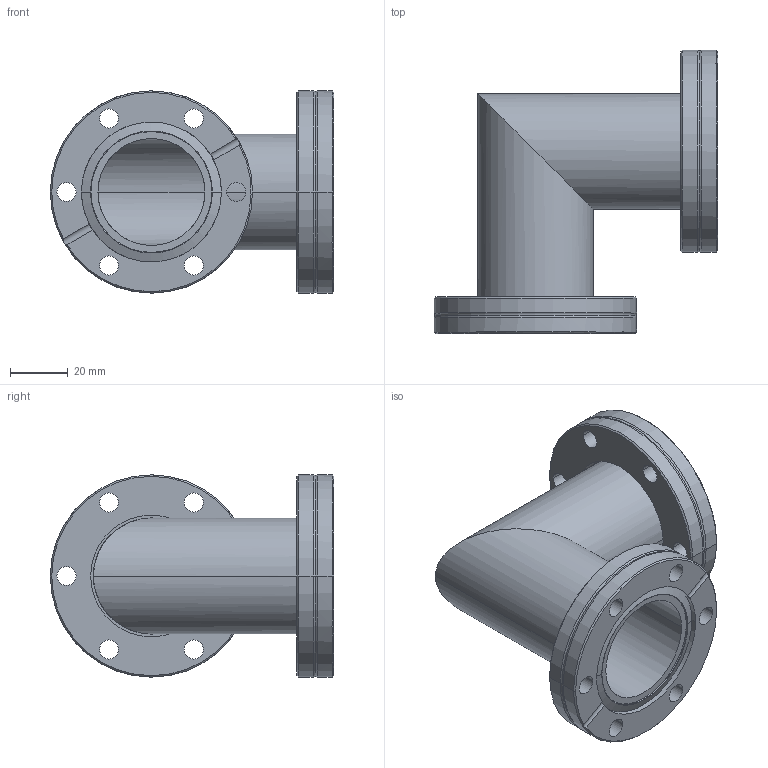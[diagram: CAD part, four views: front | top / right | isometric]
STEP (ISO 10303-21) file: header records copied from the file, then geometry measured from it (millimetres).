
FILE_DESCRIPTION (( 'STEP AP214' ), '1' );
FILE_NAME ('420RWS040-90.stp', '2017-05-31T11:21:09', ( '' ), ( '' ), 'SwSTEP 2.0', 'SolidWorks 2015', '' );
FILE_SCHEMA (( 'AUTOMOTIVE_DESIGN' ));
Length unit declared in the file: millimetre
Products named in the file (1): 420RWS040-90
Bounding box: 97.95 x 97.95 x 69.9 mm (x, y, z)
Volume: 80329.5 mm3; surface area: 50354.1 mm2
Topology: 1 solids, 2 shells, 102 faces, 244 edges, 150 vertices
Faces by surface type: cylinder 56, cone 20, torus 14, plane 12
Entity records: 4290 total; most frequent: CARTESIAN_POINT 629, DIRECTION 578, ORIENTED_EDGE 488, AXIS2_PLACEMENT_3D 251, EDGE_CURVE 244, VERTEX_POINT 150, CIRCLE 148, EDGE_LOOP 134
